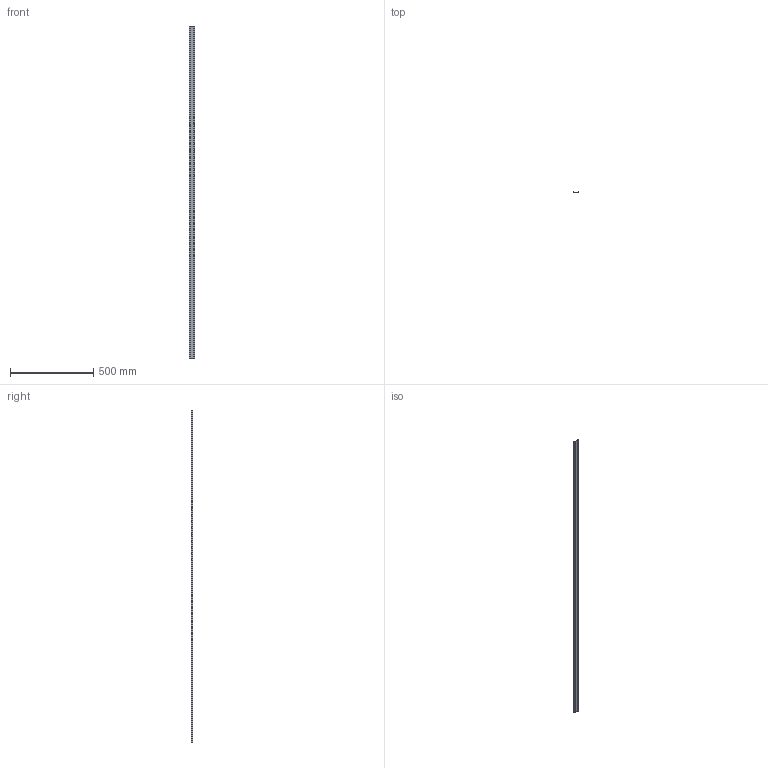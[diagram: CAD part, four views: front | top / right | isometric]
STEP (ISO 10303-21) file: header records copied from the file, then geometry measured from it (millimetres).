
FILE_DESCRIPTION (( 'STEP AP214' ), '1' );
FILE_NAME ('1115626_KSTP1.stp', '2018-08-08T11:59:53', ( '' ), ( '' ), 'SwSTEP 2.0', 'SolidWorks 2016', '' );
FILE_SCHEMA (( 'AUTOMOTIVE_DESIGN' ));
Length unit declared in the file: millimetre
Products named in the file (1): 1115626_KSTP1
Bounding box: 35.3 x 7.47 x 2000 mm (x, y, z)
Volume: 91803.3 mm3; surface area: 188584.9 mm2
Topology: 1 solids, 1 shells, 613 faces, 1546 edges, 1020 vertices
Faces by surface type: bspline 255, plane 250, cylinder 108
Entity records: 31844 total; most frequent: CARTESIAN_POINT 18675, ORIENTED_EDGE 3092, DIRECTION 1970, EDGE_CURVE 1546, VERTEX_POINT 1020, VECTOR 820, LINE 820, EDGE_LOOP 698
